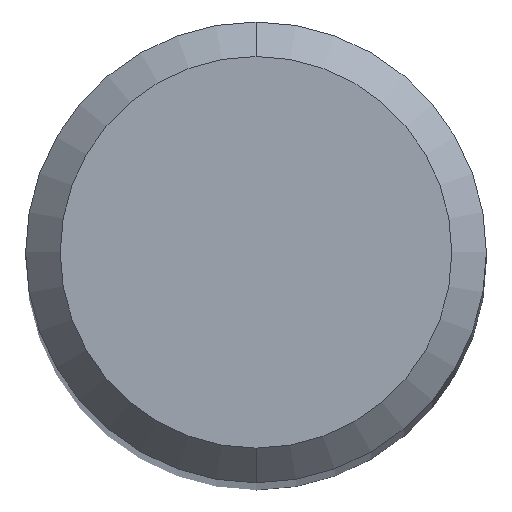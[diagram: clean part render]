
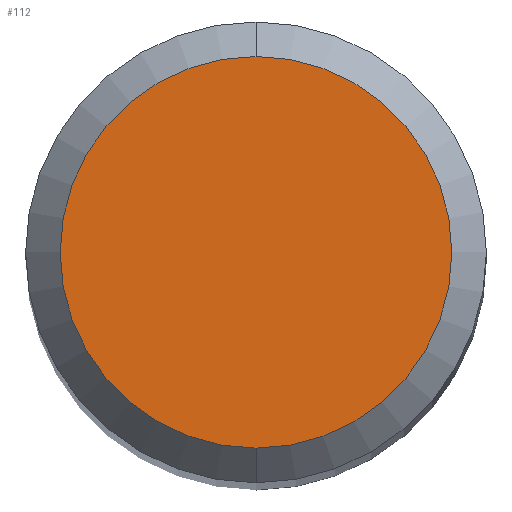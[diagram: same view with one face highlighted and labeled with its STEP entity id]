
A CAD part, top view. The second image highlights one B-rep face of the part: STEP entity #112.
In plain terms, the highlighted planar face has unit normal (0, 0, 1).
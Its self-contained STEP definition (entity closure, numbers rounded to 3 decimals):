
#112=ADVANCED_FACE('',(#267),#268,.T.);
#118=EDGE_CURVE('',#196,#122,#274,.T.);
#122=VERTEX_POINT('',#279);
#180=EDGE_CURVE('',#122,#196,#346,.T.);
#196=VERTEX_POINT('',#365);
#267=FACE_OUTER_BOUND('',#433,.T.);
#268=PLANE('',#434);
#274=CIRCLE('',#442,1.7);
#279=CARTESIAN_POINT('',(0.0,1.7,0.0));
#346=CIRCLE('',#532,1.7);
#365=CARTESIAN_POINT('',(0.,-1.7,0.0));
#433=EDGE_LOOP('',(#627,#628));
#434=AXIS2_PLACEMENT_3D('',#629,#630,#631);
#442=AXIS2_PLACEMENT_3D('',#634,#635,#636);
#532=AXIS2_PLACEMENT_3D('',#725,#726,#727);
#627=ORIENTED_EDGE('',*,*,#180,.F.);
#628=ORIENTED_EDGE('',*,*,#118,.F.);
#629=CARTESIAN_POINT('',(0.0,0.85,0.0));
#630=DIRECTION('',(-0.0,0.0,1.0));
#631=DIRECTION('',(0.0,-1.0,0.0));
#634=CARTESIAN_POINT('',(0.0,0.0,0.0));
#635=DIRECTION('',(0.0,0.0,-1.0));
#636=DIRECTION('',(0.0,1.0,0.0));
#725=CARTESIAN_POINT('',(0.0,0.0,0.0));
#726=DIRECTION('',(0.0,0.0,-1.0));
#727=DIRECTION('',(0.0,1.0,0.0));
